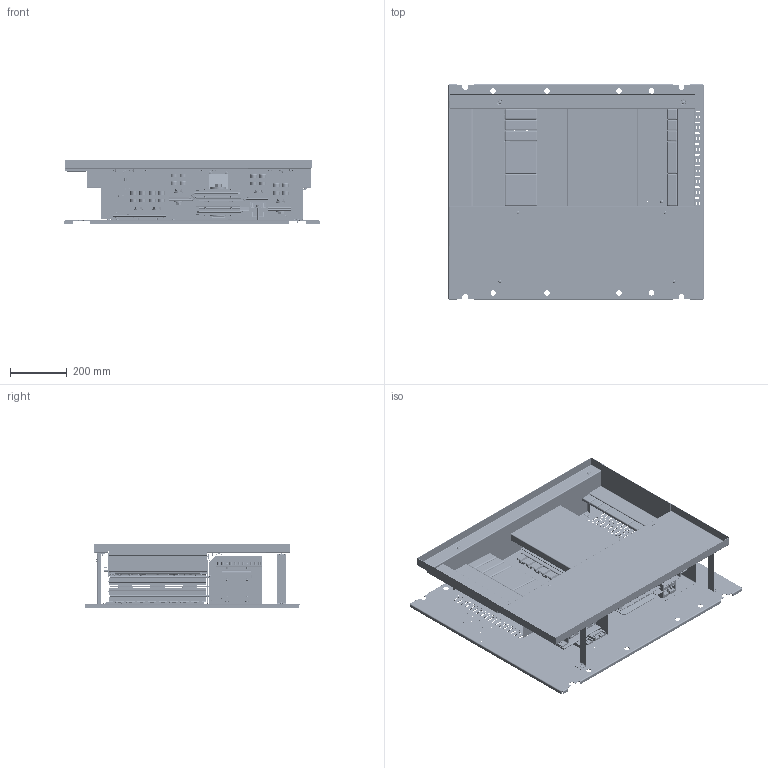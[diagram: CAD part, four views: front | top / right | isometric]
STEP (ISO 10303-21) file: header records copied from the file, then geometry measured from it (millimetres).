
FILE_DESCRIPTION((''),'2;1');
FILE_NAME('HCP14XX12N-01','2018-01-09T',('SESA441333'),('Schneider-Electric'),'PRO/ENGINEER BY PARAMETRIC TECHNOLOGY CORPORATION, 2015440','PRO/ENGINEER BY PARAMETRIC TECHNOLOGY CORPORATION, 2015440','');
FILE_SCHEMA(('CONFIG_CONTROL_DESIGN'));
Products named in the file (1): HCP14XX12N-01
Bounding box: 900.58 x 762.51 x 226.11 mm (x, y, z)
Surface area: 6468069.6 mm2 (no closed solid volume)
Topology: 0 solids, 456 shells, 7188 faces, 28487 edges, 21202 vertices
Faces by surface type: plane 3915, cylinder 2279, cone 362, bspline 334, sphere 182, torus 116
Entity records: 338879 total; most frequent: CARTESIAN_POINT 107613, DIRECTION 45420, ORIENTED_EDGE 44426, EDGE_CURVE 28420, VERTEX_POINT 21202, VECTOR 17642, LINE 17642, AXIS2_PLACEMENT_3D 13889
